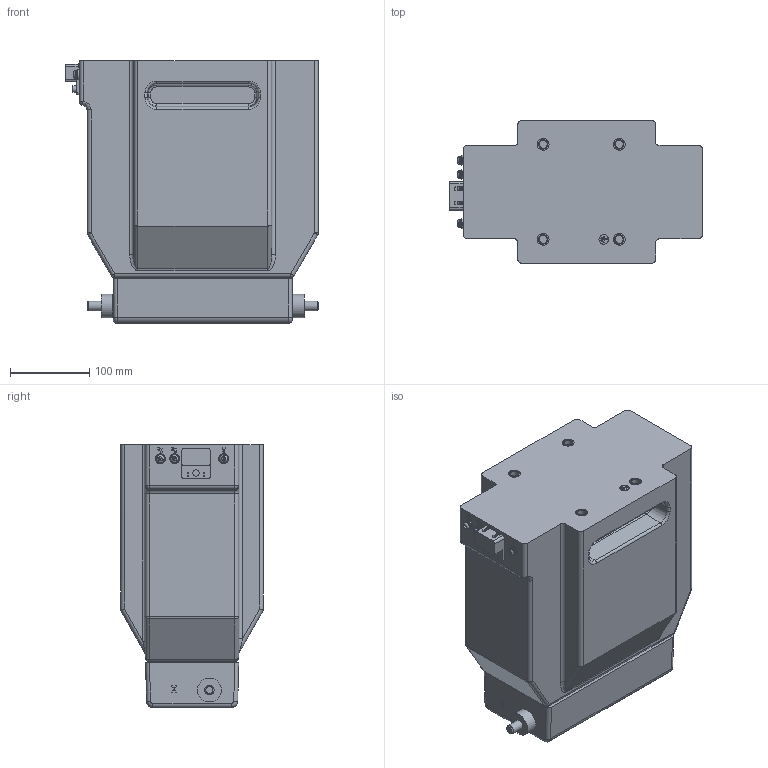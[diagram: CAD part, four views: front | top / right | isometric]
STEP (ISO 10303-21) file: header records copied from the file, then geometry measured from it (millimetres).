
FILE_DESCRIPTION(('STEP AP242'), '1');
FILE_NAME('ﾎﾋﾑﾏ-ﾝﾊ ﾌ2', '', ('UNSPECIFIED'), ('UNSPECIFIED'), 'ASCON STEP Converter 1.6', 'ASCON Math Kernel', '');
FILE_SCHEMA(('AP242_MANAGED_MODEL_BASED_3D_ENGINEERING_MIM_LF { 1 0 10303 442 1 1 4 }'));
Length unit declared in the file: millimetre
Assembly tree (11 placements, depth 2):
  (unnamed)
    (unnamed)
    (unnamed)  x5
    (unnamed)
    (unnamed)
    (unnamed)
    (unnamed)  x2
Bounding box: 319 x 180 x 332 mm (x, y, z)
Volume: 13127617.2 mm3; surface area: 456787.5 mm2
Topology: 21 solids, 21 shells, 653 faces, 1577 edges, 1018 vertices
Faces by surface type: plane 304, cylinder 199, extrusion 82, torus 35, cone 19, sphere 10, bspline 4
Full cylindrical faces by diameter (mm): 2 x4, 5 x1, 5.2 x1, 5.5 x1, 6 x7, 6.2 x5, 8 x1, 10 x5, 10.106 x4, 12 x9, 12.5 x5, 15 x4, 17 x2, 18 x2, 24 x2, 30 x2, 34 x2
Entity records: 22123 total; most frequent: CARTESIAN_POINT 3857, ORIENTED_EDGE 2686, DIRECTION 2648, EDGE_CURVE 1343, AXIS2_PLACEMENT_3D 915, VERTEX_POINT 907, VECTOR 818, LINE 736
